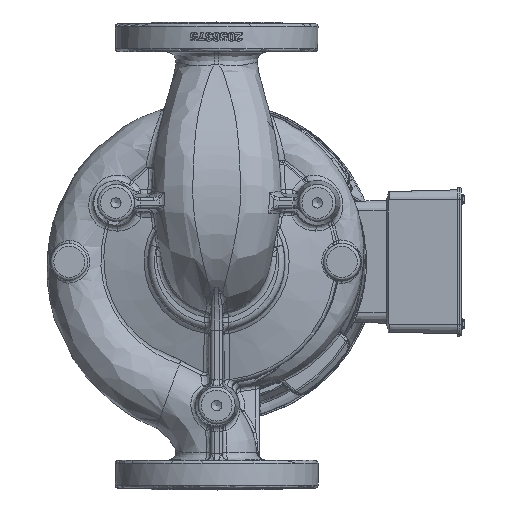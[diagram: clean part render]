
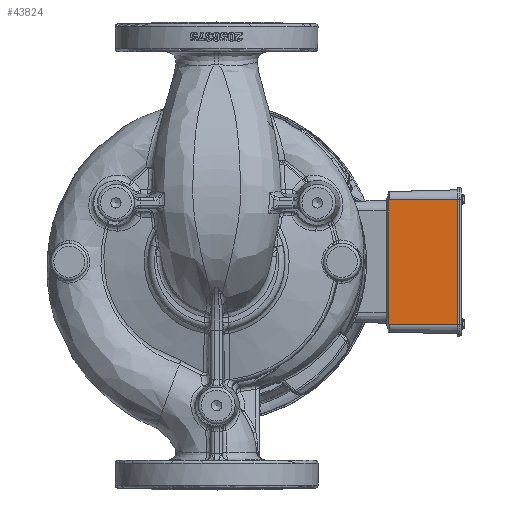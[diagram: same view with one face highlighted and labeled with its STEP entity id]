
A CAD part, front view. The second image highlights one B-rep face of the part: STEP entity #43824.
In plain terms, the highlighted planar face has unit normal (-0.026, -1, 0).
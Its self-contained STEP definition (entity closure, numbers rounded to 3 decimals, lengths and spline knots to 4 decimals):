
#392=(
BOUNDED_CURVE()
B_SPLINE_CURVE(2,(#153259,#153260,#153261),.UNSPECIFIED.,.F.,.F.)
B_SPLINE_CURVE_WITH_KNOTS((3,3),(15.943,23.4848),
 .UNSPECIFIED.)
CURVE()
GEOMETRIC_REPRESENTATION_ITEM()
RATIONAL_B_SPLINE_CURVE((7.782,8.562,8.562))
REPRESENTATION_ITEM('')
);
#393=(
BOUNDED_CURVE()
B_SPLINE_CURVE(2,(#153282,#153283,#153284,#153285),.UNSPECIFIED.,.F.,.F.)
B_SPLINE_CURVE_WITH_KNOTS((3,1,3),(23.4848,24.0956,31.0266),
 .UNSPECIFIED.)
CURVE()
GEOMETRIC_REPRESENTATION_ITEM()
RATIONAL_B_SPLINE_CURVE((8.562,8.562,8.498,
7.782))
REPRESENTATION_ITEM('')
);
#5985=LINE('',#153298,#8355);
#6020=LINE('',#153879,#8390);
#6021=LINE('',#153882,#8391);
#6022=LINE('',#153883,#8392);
#8355=VECTOR('',#56509,39.3701);
#8390=VECTOR('',#56592,39.3701);
#8391=VECTOR('',#56595,39.3701);
#8392=VECTOR('',#56596,39.3701);
#9173=PLANE('',#47406);
#11322=FACE_OUTER_BOUND('',#13729,.T.);
#13729=EDGE_LOOP('',(#37854,#37855,#37856,#37857,#37858,#37859));
#19852=VERTEX_POINT('',#153235);
#19854=VERTEX_POINT('',#153257);
#19855=VERTEX_POINT('',#153263);
#19857=VERTEX_POINT('',#153281);
#19896=VERTEX_POINT('',#153877);
#19897=VERTEX_POINT('',#153881);
#26384=EDGE_CURVE('',#19852,#19854,#392,.T.);
#26386=EDGE_CURVE('',#19857,#19855,#393,.T.);
#26392=EDGE_CURVE('',#19854,#19857,#5985,.T.);
#26454=EDGE_CURVE('',#19855,#19896,#6020,.T.);
#26455=EDGE_CURVE('',#19896,#19897,#6021,.T.);
#26456=EDGE_CURVE('',#19852,#19897,#6022,.T.);
#37854=ORIENTED_EDGE('',*,*,#26454,.T.);
#37855=ORIENTED_EDGE('',*,*,#26455,.T.);
#37856=ORIENTED_EDGE('',*,*,#26456,.F.);
#37857=ORIENTED_EDGE('',*,*,#26384,.T.);
#37858=ORIENTED_EDGE('',*,*,#26392,.T.);
#37859=ORIENTED_EDGE('',*,*,#26386,.T.);
#43824=ADVANCED_FACE('',(#11322),#9173,.T.);
#47406=AXIS2_PLACEMENT_3D('',#153880,#56593,#56594);
#56509=DIRECTION('',(0.,0.,-1.));
#56592=DIRECTION('',(1.,-0.026,0.));
#56593=DIRECTION('center_axis',(-0.026,-1.,
0.));
#56594=DIRECTION('ref_axis',(-1.,0.026,0.));
#56595=DIRECTION('',(0.,0.,1.));
#56596=DIRECTION('',(1.,-0.026,0.));
#153235=CARTESIAN_POINT('',(5.527,14.6876,2.));
#153257=CARTESIAN_POINT('',(5.4971,14.6884,1.63));
#153259=CARTESIAN_POINT('Ctrl Pts',(5.527,14.6876,2.));
#153260=CARTESIAN_POINT('Ctrl Pts',(5.4971,14.6884,1.7981));
#153261=CARTESIAN_POINT('Ctrl Pts',(5.4971,14.6884,1.63));
#153263=CARTESIAN_POINT('',(5.527,14.6876,-2.));
#153281=CARTESIAN_POINT('',(5.4971,14.6884,-1.63));
#153282=CARTESIAN_POINT('Ctrl Pts',(5.4971,14.6884,-1.63));
#153283=CARTESIAN_POINT('Ctrl Pts',(5.4971,14.6884,-1.6436));
#153284=CARTESIAN_POINT('Ctrl Pts',(5.4993,14.6884,-1.8131));
#153285=CARTESIAN_POINT('Ctrl Pts',(5.527,14.6876,-2.));
#153298=CARTESIAN_POINT('',(5.4971,14.6884,-2.));
#153877=CARTESIAN_POINT('',(7.7156,14.6303,-2.));
#153879=CARTESIAN_POINT('',(7.7472,14.6295,-2.));
#153880=CARTESIAN_POINT('Origin',(7.7472,14.6295,-2.));
#153881=CARTESIAN_POINT('',(7.7156,14.6303,2.));
#153882=CARTESIAN_POINT('',(7.7156,14.6303,-2.));
#153883=CARTESIAN_POINT('',(7.7472,14.6295,2.));
